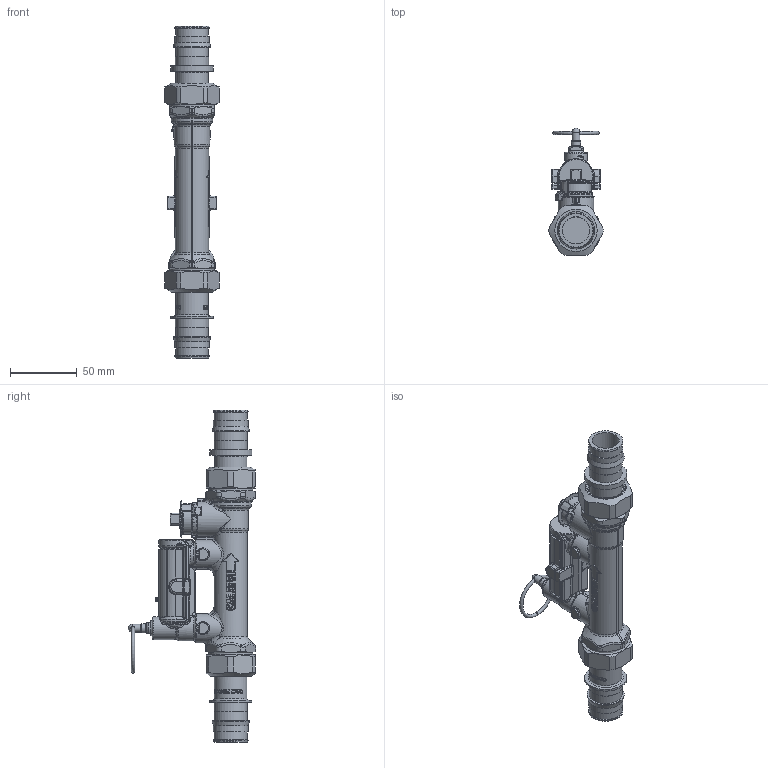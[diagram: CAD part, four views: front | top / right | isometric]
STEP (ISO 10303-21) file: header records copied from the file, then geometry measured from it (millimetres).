
FILE_DESCRIPTION(/* description */ (''),/* implementation_level */ '2;1');
FILE_NAME(/* name */ '132652AFC.stp',/* time_stamp */ '2025-07-16T10:30:36-05:00',/* author */ ('ischreiner'),/* organization */ (''),/* preprocessor_version */ 'ST-DEVELOPER v20',/* originating_system */ 'Autodesk Inventor 2025',/* authorisation */ '');
FILE_SCHEMA (('AUTOMOTIVE_DESIGN { 1 0 10303 214 3 1 1 }'));
Length unit declared in the file: inch
Products named in the file (5):  132652AFC; 132637 - TST; F61008 - 1 inch union nut; F0015066 PEX exp 1 in tailpiece for check; F0002153 PEX exp 1 inch tailpiece
Assembly tree (5 placements, depth 2):
   132652AFC
    132637 - TST
    F61008 - 1 inch union nut  x2
    F0015066 PEX exp 1 in tailpiece for check
    F0002153 PEX exp 1 inch tailpiece
Bounding box: 40.63 x 95.91 x 249.52 mm (x, y, z)
Volume: 195695.3 mm3; surface area: 63142.5 mm2
Topology: 8 solids, 8 shells, 2297 faces, 5573 edges, 3295 vertices
Faces by surface type: bspline 1145, plane 481, cylinder 424, sphere 107, torus 77, cone 63
Full cylindrical faces by diameter (mm): 2.5 x1, 3 x1, 3.1 x1, 3.3 x1, 4.1 x1, 4.2 x1, 6 x2, 7 x1, 14.5 x1, 15.748 x1, 17 x1, 20.091 x2, 20.32 x2, 20.6 x1, 20.701 x1, 22 x2, 22.7 x2, 24.2 x1, 24.384 x2, 24.765 x4, 25.095 x2, 26 x1, 26.111 x2, 26.924 x2, 27.686 x2, 29.515 x2, 30.302 x2, 31.75 x2, 33.1 x2
Entity records: 142924 total; most frequent: CARTESIAN_POINT 95196, ORIENTED_EDGE 10876, DIRECTION 8206, EDGE_CURVE 5438, AXIS2_PLACEMENT_3D 3357, VERTEX_POINT 3260, EDGE_LOOP 2376, FACE_OUTER_BOUND 2276
